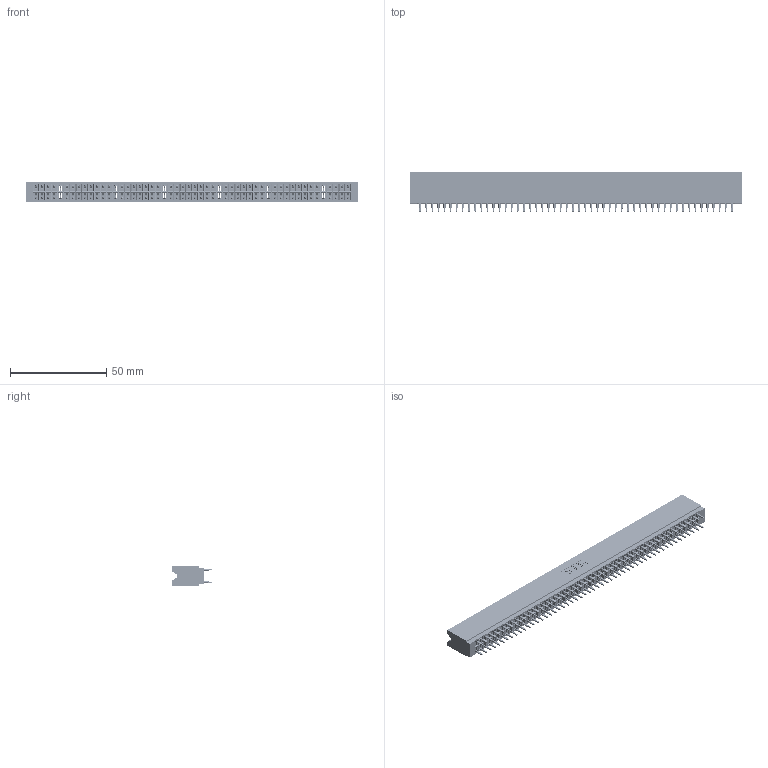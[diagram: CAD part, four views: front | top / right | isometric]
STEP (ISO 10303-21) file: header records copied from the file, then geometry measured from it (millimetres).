
FILE_DESCRIPTION (( 'STEP AP203' ), '1' );
FILE_NAME ('746-104-560-206.STEP', '2020-09-18T15:31:36', ( '' ), ( '' ), 'SwSTEP 2.0', 'SolidWorks 2020', '' );
FILE_SCHEMA (( 'CONFIG_CONTROL_DESIGN' ));
Length unit declared in the file: inch
Products named in the file (3): 746-104-560-206; 746 Part_.515 Slot Depth - 06; 746-292-001_560
Assembly tree (105 placements, depth 2):
  746-104-560-206
    746 Part_.515 Slot Depth - 06
    746-292-001_560  x104
Bounding box: 172.34 x 20.82 x 9.91 mm (x, y, z)
Volume: 18783 mm3; surface area: 32334.3 mm2
Topology: 105 solids, 105 shells, 9926 faces, 27617 edges, 17699 vertices
Faces by surface type: plane 4944, cylinder 2278, bspline 2080, torus 624
Entity records: 79046 total; most frequent: CARTESIAN_POINT 15622, ORIENTED_EDGE 13622, DIRECTION 11363, EDGE_CURVE 6811, LINE 6099, VECTOR 6099, VERTEX_POINT 4515, AXIS2_PLACEMENT_3D 2632
